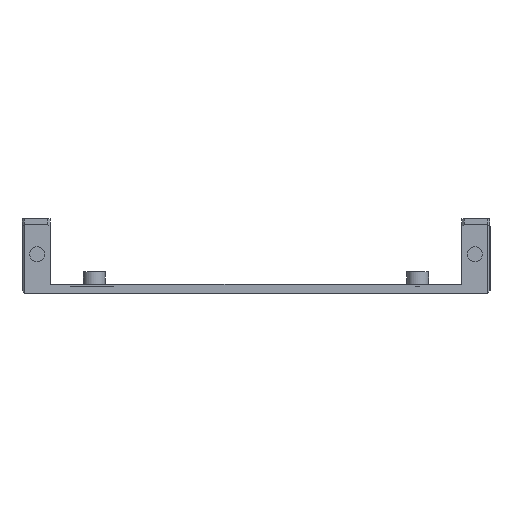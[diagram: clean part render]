
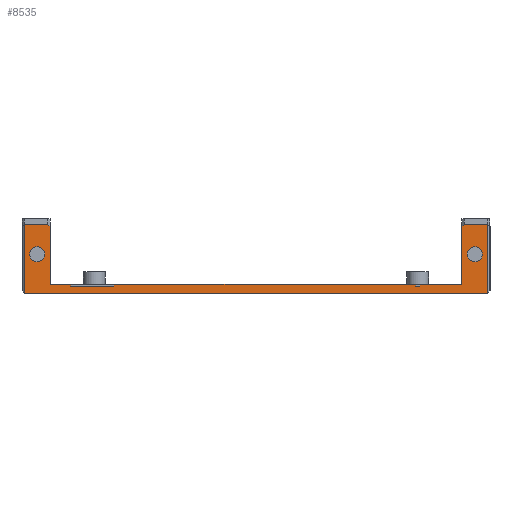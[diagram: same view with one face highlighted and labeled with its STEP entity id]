
A CAD part, left-side view. The second image highlights one B-rep face of the part: STEP entity #8535.
In plain terms, the highlighted planar face has unit normal (-1, 0, 0).
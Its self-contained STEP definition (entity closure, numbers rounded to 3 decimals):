
#394=CARTESIAN_POINT('',(-122.661,32.9,5.7));
#395=VERTEX_POINT('',#394);
#396=CARTESIAN_POINT('',(-122.661,-37.1,5.7));
#397=VERTEX_POINT('',#396);
#398=CARTESIAN_POINT('',(-122.661,32.9,5.7));
#399=DIRECTION('',(0.,-1.,-0.));
#400=VECTOR('',#399,70.);
#401=LINE('',#398,#400);
#402=EDGE_CURVE('',#395,#397,#401,.T.);
#420=CARTESIAN_POINT('',(-122.661,-38.1,5.7));
#421=VERTEX_POINT('',#420);
#428=CARTESIAN_POINT('',(-122.661,-47.844,5.7));
#429=VERTEX_POINT('',#428);
#430=CARTESIAN_POINT('',(-122.661,-38.1,5.7));
#431=DIRECTION('',(0.,-1.,-0.));
#432=VECTOR('',#431,9.744);
#433=LINE('',#430,#432);
#434=EDGE_CURVE('',#421,#429,#433,.T.);
#501=CARTESIAN_POINT('',(-122.661,47.644,5.7));
#502=VERTEX_POINT('',#501);
#509=CARTESIAN_POINT('',(-122.661,42.9,5.7));
#510=VERTEX_POINT('',#509);
#511=CARTESIAN_POINT('',(-122.661,47.644,5.7));
#512=DIRECTION('',(0.,-1.,-0.));
#513=VECTOR('',#512,4.744);
#514=LINE('',#511,#513);
#515=EDGE_CURVE('',#502,#510,#514,.T.);
#2279=CARTESIAN_POINT('',(-122.661,-53.844,3.7));
#2280=VERTEX_POINT('',#2279);
#2287=CARTESIAN_POINT('',(-122.661,53.644,3.7));
#2288=VERTEX_POINT('',#2287);
#2289=CARTESIAN_POINT('',(-122.661,-53.844,3.7));
#2290=DIRECTION('',(0.,1.,0.));
#2291=VECTOR('',#2290,107.488);
#2292=LINE('',#2289,#2291);
#2293=EDGE_CURVE('',#2280,#2288,#2292,.T.);
#3405=CARTESIAN_POINT('',(-122.661,-47.844,19.2));
#3406=VERTEX_POINT('',#3405);
#3407=CARTESIAN_POINT('',(-122.661,-47.844,5.7));
#3408=DIRECTION('',(0.,0.,1.));
#3409=VECTOR('',#3408,13.5);
#3410=LINE('',#3407,#3409);
#3411=EDGE_CURVE('',#429,#3406,#3410,.T.);
#3844=CARTESIAN_POINT('',(-122.661,-48.344,19.7));
#3845=VERTEX_POINT('',#3844);
#3846=CARTESIAN_POINT('',(-122.661,-47.844,19.2));
#3847=DIRECTION('',(0.,-0.707,0.707));
#3848=VECTOR('',#3847,0.707);
#3849=LINE('',#3846,#3848);
#3850=EDGE_CURVE('',#3406,#3845,#3849,.T.);
#4051=CARTESIAN_POINT('',(-122.661,47.644,19.2));
#4052=VERTEX_POINT('',#4051);
#4059=CARTESIAN_POINT('',(-122.661,47.644,19.2));
#4060=DIRECTION('',(0.,0.,-1.));
#4061=VECTOR('',#4060,13.5);
#4062=LINE('',#4059,#4061);
#4063=EDGE_CURVE('',#4052,#502,#4062,.T.);
#5406=CARTESIAN_POINT('',(-122.661,48.144,19.7));
#5407=VERTEX_POINT('',#5406);
#5438=CARTESIAN_POINT('',(-122.661,53.644,19.7));
#5439=VERTEX_POINT('',#5438);
#5446=CARTESIAN_POINT('',(-122.661,48.144,19.7));
#5447=DIRECTION('',(0.,1.,0.));
#5448=VECTOR('',#5447,5.5);
#5449=LINE('',#5446,#5448);
#5450=EDGE_CURVE('',#5407,#5439,#5449,.T.);
#5556=CARTESIAN_POINT('',(-122.661,-53.844,19.7));
#5557=VERTEX_POINT('',#5556);
#5558=CARTESIAN_POINT('',(-122.661,-53.844,19.7));
#5559=DIRECTION('',(0.,1.,0.));
#5560=VECTOR('',#5559,5.5);
#5561=LINE('',#5558,#5560);
#5562=EDGE_CURVE('',#5557,#3845,#5561,.T.);
#6484=CARTESIAN_POINT('',(-122.661,47.644,19.2));
#6485=DIRECTION('',(0.,0.707,0.707));
#6486=VECTOR('',#6485,0.707);
#6487=LINE('',#6484,#6486);
#6488=EDGE_CURVE('',#4052,#5407,#6487,.T.);
#8440=CARTESIAN_POINT('',(-122.661,-0.015,-0.1));
#8441=DIRECTION('',(1.,0.,0.));
#8442=DIRECTION('',(0.,0.,-1.));
#8443=AXIS2_PLACEMENT_3D('',#8440,#8441,#8442);
#8444=PLANE('',#8443);
#8445=CARTESIAN_POINT('',(-122.661,-37.1,5.3));
#8446=VERTEX_POINT('',#8445);
#8447=CARTESIAN_POINT('',(-122.661,-38.1,5.3));
#8448=VERTEX_POINT('',#8447);
#8449=CARTESIAN_POINT('',(-122.661,-37.1,5.3));
#8450=DIRECTION('',(-0.,-1.,-0.));
#8451=VECTOR('',#8450,1.);
#8452=LINE('',#8449,#8451);
#8453=EDGE_CURVE('',#8446,#8448,#8452,.T.);
#8454=ORIENTED_EDGE('',*,*,#8453,.F.);
#8455=CARTESIAN_POINT('',(-122.661,-37.1,5.3));
#8456=DIRECTION('',(0.,-0.,1.));
#8457=VECTOR('',#8456,0.4);
#8458=LINE('',#8455,#8457);
#8459=EDGE_CURVE('',#8446,#397,#8458,.T.);
#8460=ORIENTED_EDGE('',*,*,#8459,.T.);
#8461=ORIENTED_EDGE('',*,*,#402,.F.);
#8462=CARTESIAN_POINT('',(-122.661,32.9,5.3));
#8463=VERTEX_POINT('',#8462);
#8464=CARTESIAN_POINT('',(-122.661,32.9,5.3));
#8465=DIRECTION('',(0.,-0.,1.));
#8466=VECTOR('',#8465,0.4);
#8467=LINE('',#8464,#8466);
#8468=EDGE_CURVE('',#8463,#395,#8467,.T.);
#8469=ORIENTED_EDGE('',*,*,#8468,.F.);
#8470=CARTESIAN_POINT('',(-122.661,42.9,5.3));
#8471=VERTEX_POINT('',#8470);
#8472=CARTESIAN_POINT('',(-122.661,42.9,5.3));
#8473=DIRECTION('',(-0.,-1.,-0.));
#8474=VECTOR('',#8473,10.);
#8475=LINE('',#8472,#8474);
#8476=EDGE_CURVE('',#8471,#8463,#8475,.T.);
#8477=ORIENTED_EDGE('',*,*,#8476,.F.);
#8478=CARTESIAN_POINT('',(-122.661,42.9,5.3));
#8479=DIRECTION('',(0.,-0.,1.));
#8480=VECTOR('',#8479,0.4);
#8481=LINE('',#8478,#8480);
#8482=EDGE_CURVE('',#8471,#510,#8481,.T.);
#8483=ORIENTED_EDGE('',*,*,#8482,.T.);
#8484=ORIENTED_EDGE('',*,*,#515,.F.);
#8485=ORIENTED_EDGE('',*,*,#4063,.F.);
#8486=ORIENTED_EDGE('',*,*,#6488,.T.);
#8487=ORIENTED_EDGE('',*,*,#5450,.T.);
#8488=CARTESIAN_POINT('',(-122.661,53.644,19.7));
#8489=DIRECTION('',(0.,0.,-1.));
#8490=VECTOR('',#8489,16.);
#8491=LINE('',#8488,#8490);
#8492=EDGE_CURVE('',#5439,#2288,#8491,.T.);
#8493=ORIENTED_EDGE('',*,*,#8492,.T.);
#8494=ORIENTED_EDGE('',*,*,#2293,.F.);
#8495=CARTESIAN_POINT('',(-122.661,-53.844,3.7));
#8496=DIRECTION('',(0.,0.,1.));
#8497=VECTOR('',#8496,16.);
#8498=LINE('',#8495,#8497);
#8499=EDGE_CURVE('',#2280,#5557,#8498,.T.);
#8500=ORIENTED_EDGE('',*,*,#8499,.T.);
#8501=ORIENTED_EDGE('',*,*,#5562,.T.);
#8502=ORIENTED_EDGE('',*,*,#3850,.F.);
#8503=ORIENTED_EDGE('',*,*,#3411,.F.);
#8504=ORIENTED_EDGE('',*,*,#434,.F.);
#8505=CARTESIAN_POINT('',(-122.661,-38.1,5.3));
#8506=DIRECTION('',(0.,-0.,1.));
#8507=VECTOR('',#8506,0.4);
#8508=LINE('',#8505,#8507);
#8509=EDGE_CURVE('',#8448,#421,#8508,.T.);
#8510=ORIENTED_EDGE('',*,*,#8509,.F.);
#8511=EDGE_LOOP('',(#8454,#8460,#8461,#8469,#8477,#8483,#8484,#8485,#8486,#8487,#8493,#8494,#8500,#8501,#8502,#8503,#8504,#8510));
#8512=FACE_BOUND('',#8511,.T.);
#8513=CARTESIAN_POINT('',(-122.661,50.644,14.45));
#8514=VERTEX_POINT('',#8513);
#8515=CARTESIAN_POINT('',(-122.661,50.644,12.7));
#8516=DIRECTION('',(-1.,0.,0.));
#8517=DIRECTION('',(0.,0.,1.));
#8518=AXIS2_PLACEMENT_3D('',#8515,#8516,#8517);
#8519=CIRCLE('',#8518,1.75);
#8520=EDGE_CURVE('',#8514,#8514,#8519,.T.);
#8521=ORIENTED_EDGE('',*,*,#8520,.F.);
#8522=EDGE_LOOP('',(#8521));
#8523=FACE_BOUND('',#8522,.T.);
#8524=CARTESIAN_POINT('',(-122.661,-50.844,14.45));
#8525=VERTEX_POINT('',#8524);
#8526=CARTESIAN_POINT('',(-122.661,-50.844,12.7));
#8527=DIRECTION('',(-1.,0.,0.));
#8528=DIRECTION('',(0.,0.,1.));
#8529=AXIS2_PLACEMENT_3D('',#8526,#8527,#8528);
#8530=CIRCLE('',#8529,1.75);
#8531=EDGE_CURVE('',#8525,#8525,#8530,.T.);
#8532=ORIENTED_EDGE('',*,*,#8531,.F.);
#8533=EDGE_LOOP('',(#8532));
#8534=FACE_BOUND('',#8533,.T.);
#8535=ADVANCED_FACE('',(#8512,#8523,#8534),#8444,.F.);
